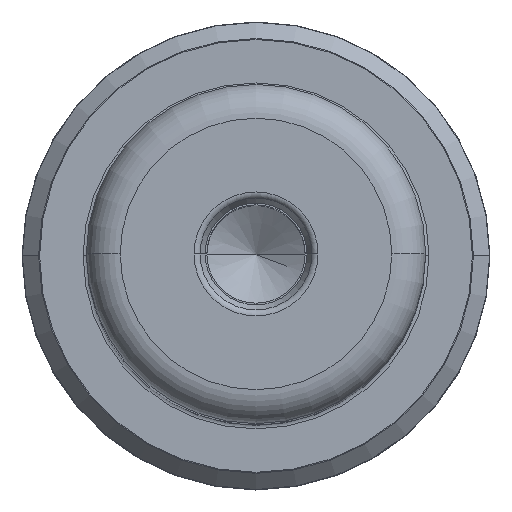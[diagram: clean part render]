
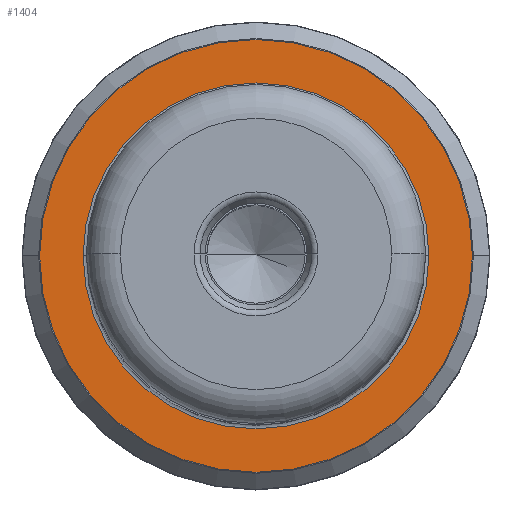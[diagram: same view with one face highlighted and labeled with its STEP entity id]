
A CAD part, top view. The second image highlights one B-rep face of the part: STEP entity #1404.
In plain terms, the highlighted planar face has unit normal (0, 0, 1).
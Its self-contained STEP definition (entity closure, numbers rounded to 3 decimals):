
#62 = CIRCLE ( 'NONE', #657, 25.5 ) ;
#75 = FACE_BOUND ( 'NONE', #384, .T. ) ;
#100 = CIRCLE ( 'NONE', #2455, 31.917 ) ;
#305 = AXIS2_PLACEMENT_3D ( 'NONE', #407, #3950, #2044 ) ;
#384 = EDGE_LOOP ( 'NONE', ( #2396, #2899 ) ) ;
#407 = CARTESIAN_POINT ( 'NONE',  ( 0., 0., 50. ) ) ;
#436 = CARTESIAN_POINT ( 'NONE',  ( 31.917, 0., 50. ) ) ;
#657 = AXIS2_PLACEMENT_3D ( 'NONE', #3633, #999, #2669 ) ;
#662 = CARTESIAN_POINT ( 'NONE',  ( -31.917, 0., 50. ) ) ;
#712 = DIRECTION ( 'NONE',  ( 0., 0., 1. ) ) ;
#714 = DIRECTION ( 'NONE',  ( 1., 0., 0. ) ) ;
#929 = DIRECTION ( 'NONE',  ( 0., 0., 1. ) ) ;
#999 = DIRECTION ( 'NONE',  ( 0., 0., -1. ) ) ;
#1081 = AXIS2_PLACEMENT_3D ( 'NONE', #2024, #3680, #714 ) ;
#1088 = FACE_OUTER_BOUND ( 'NONE', #1190, .T. ) ;
#1129 = CARTESIAN_POINT ( 'NONE',  ( 0., 0., 50. ) ) ;
#1190 = EDGE_LOOP ( 'NONE', ( #1388, #4140 ) ) ;
#1249 = CARTESIAN_POINT ( 'NONE',  ( 0., 0., 50. ) ) ;
#1388 = ORIENTED_EDGE ( 'NONE', *, *, #3403, .T. ) ;
#1394 = EDGE_CURVE ( 'NONE', #2743, #4265, #62, .T. ) ;
#1404 = ADVANCED_FACE ( 'NONE', ( #75, #1088 ), #3984, .T. ) ;
#1692 = VERTEX_POINT ( 'NONE', #662 ) ;
#1727 = EDGE_CURVE ( 'NONE', #4265, #2743, #3966, .T. ) ;
#1759 = AXIS2_PLACEMENT_3D ( 'NONE', #1129, #712, #2138 ) ;
#1937 = DIRECTION ( 'NONE',  ( 1., 0., 0. ) ) ;
#2024 = CARTESIAN_POINT ( 'NONE',  ( 0., 0., 50. ) ) ;
#2044 = DIRECTION ( 'NONE',  ( -1., 0., 0. ) ) ;
#2138 = DIRECTION ( 'NONE',  ( 1., 0., 0. ) ) ;
#2396 = ORIENTED_EDGE ( 'NONE', *, *, #1727, .T. ) ;
#2455 = AXIS2_PLACEMENT_3D ( 'NONE', #1249, #929, #1937 ) ;
#2669 = DIRECTION ( 'NONE',  ( -1., 0., 0. ) ) ;
#2743 = VERTEX_POINT ( 'NONE', #3567 ) ;
#2899 = ORIENTED_EDGE ( 'NONE', *, *, #1394, .T. ) ;
#3066 = CIRCLE ( 'NONE', #1759, 31.917 ) ;
#3107 = VERTEX_POINT ( 'NONE', #436 ) ;
#3403 = EDGE_CURVE ( 'NONE', #3107, #1692, #3066, .T. ) ;
#3567 = CARTESIAN_POINT ( 'NONE',  ( 25.5, 0., 50. ) ) ;
#3633 = CARTESIAN_POINT ( 'NONE',  ( 0., 0., 50. ) ) ;
#3641 = EDGE_CURVE ( 'NONE', #1692, #3107, #100, .T. ) ;
#3680 = DIRECTION ( 'NONE',  ( 0., 0., 1. ) ) ;
#3950 = DIRECTION ( 'NONE',  ( 0., 0., -1. ) ) ;
#3966 = CIRCLE ( 'NONE', #305, 25.5 ) ;
#3984 = PLANE ( 'NONE',  #1081 ) ;
#4140 = ORIENTED_EDGE ( 'NONE', *, *, #3641, .T. ) ;
#4244 = CARTESIAN_POINT ( 'NONE',  ( -25.5, 0., 50. ) ) ;
#4265 = VERTEX_POINT ( 'NONE', #4244 ) ;
